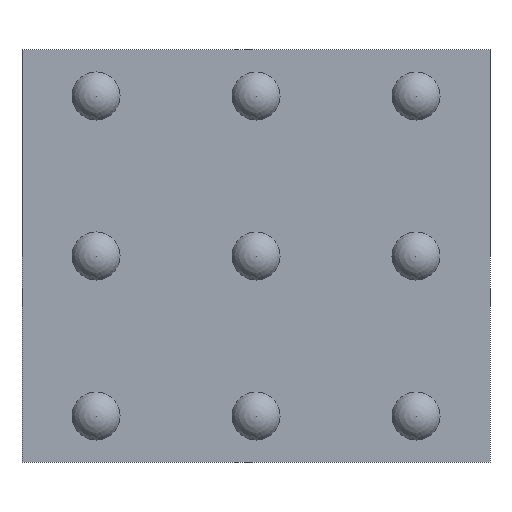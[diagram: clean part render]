
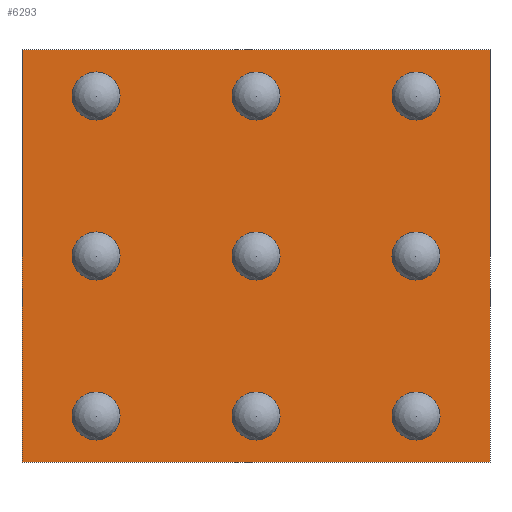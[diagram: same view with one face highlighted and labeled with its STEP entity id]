
A CAD part, front view. The second image highlights one B-rep face of the part: STEP entity #6293.
In plain terms, the highlighted planar face has unit normal (0, -1, 0).
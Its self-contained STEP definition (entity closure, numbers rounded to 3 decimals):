
#55 = DIRECTION ( 'NONE',  ( -1., 0., 0. ) ) ;
#394 = LINE ( 'NONE', #1496, #1317 ) ;
#844 = VERTEX_POINT ( 'NONE', #5280 ) ;
#931 = EDGE_LOOP ( 'NONE', ( #4951, #4494, #7326, #1730 ) ) ;
#1092 = EDGE_CURVE ( 'NONE', #3155, #844, #5572, .T. ) ;
#1200 = VERTEX_POINT ( 'NONE', #3607 ) ;
#1317 = VECTOR ( 'NONE', #6834, 1000. ) ;
#1496 = CARTESIAN_POINT ( 'NONE',  ( -1.463, 0.1, 1.288 ) ) ;
#1708 = LINE ( 'NONE', #7398, #6557 ) ;
#1730 = ORIENTED_EDGE ( 'NONE', *, *, #6300, .F. ) ;
#1837 = DIRECTION ( 'NONE',  ( 0., -1., 0. ) ) ;
#2637 = VERTEX_POINT ( 'NONE', #6818 ) ;
#2770 = FACE_OUTER_BOUND ( 'NONE', #931, .T. ) ;
#3036 = DIRECTION ( 'NONE',  ( 0., 0., -1. ) ) ;
#3155 = VERTEX_POINT ( 'NONE', #6735 ) ;
#3209 = EDGE_CURVE ( 'NONE', #2637, #3155, #394, .T. ) ;
#3607 = CARTESIAN_POINT ( 'NONE',  ( -1.463, 0.1, -1.288 ) ) ;
#4128 = VECTOR ( 'NONE', #55, 1000. ) ;
#4489 = AXIS2_PLACEMENT_3D ( 'NONE', #6608, #1837, #3036 ) ;
#4494 = ORIENTED_EDGE ( 'NONE', *, *, #3209, .F. ) ;
#4820 = CARTESIAN_POINT ( 'NONE',  ( -1.463, 0.1, -1.288 ) ) ;
#4951 = ORIENTED_EDGE ( 'NONE', *, *, #1092, .F. ) ;
#5280 = CARTESIAN_POINT ( 'NONE',  ( 1.462, 0.1, -1.288 ) ) ;
#5404 = PLANE ( 'NONE',  #4489 ) ;
#5572 = LINE ( 'NONE', #5928, #6029 ) ;
#5727 = EDGE_CURVE ( 'NONE', #1200, #2637, #1708, .T. ) ;
#5730 = LINE ( 'NONE', #4820, #4128 ) ;
#5928 = CARTESIAN_POINT ( 'NONE',  ( 1.462, 0.1, 1.288 ) ) ;
#6010 = DIRECTION ( 'NONE',  ( 0., 0., -1. ) ) ;
#6029 = VECTOR ( 'NONE', #6010, 1000. ) ;
#6293 = ADVANCED_FACE ( 'NONE', ( #2770 ), #5404, .T. ) ;
#6300 = EDGE_CURVE ( 'NONE', #844, #1200, #5730, .T. ) ;
#6557 = VECTOR ( 'NONE', #7346, 1000. ) ;
#6608 = CARTESIAN_POINT ( 'NONE',  ( 0., 0.1, 0. ) ) ;
#6735 = CARTESIAN_POINT ( 'NONE',  ( 1.462, 0.1, 1.288 ) ) ;
#6818 = CARTESIAN_POINT ( 'NONE',  ( -1.463, 0.1, 1.288 ) ) ;
#6834 = DIRECTION ( 'NONE',  ( 1., 0., 0. ) ) ;
#7326 = ORIENTED_EDGE ( 'NONE', *, *, #5727, .F. ) ;
#7346 = DIRECTION ( 'NONE',  ( 0., 0., 1. ) ) ;
#7398 = CARTESIAN_POINT ( 'NONE',  ( -1.463, 0.1, 1.288 ) ) ;
